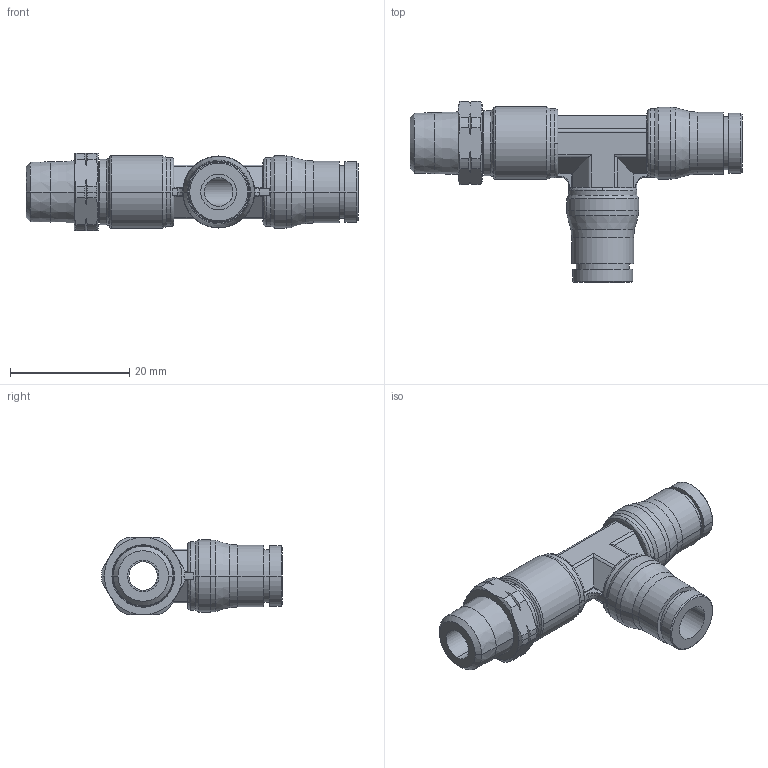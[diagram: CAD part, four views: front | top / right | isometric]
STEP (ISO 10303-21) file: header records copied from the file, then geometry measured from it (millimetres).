
FILE_DESCRIPTION(('STEP AP214'),'1');
FILE_NAME('3803_06_11.stp','2016-07-07T14:26:44',('TraceParts'),('TraceParts S.A.'),'Spatial InterOp 3D',' ',' ');
FILE_SCHEMA(('automotive_design'));
Length unit declared in the file: millimetre
Products named in the file (1): 1
Bounding box: 55.77 x 30.4 x 13 mm (x, y, z)
Volume: 5052.2 mm3; surface area: 4324.4 mm2
Topology: 1 solids, 1 shells, 214 faces, 532 edges, 331 vertices
Faces by surface type: cylinder 84, cone 66, plane 41, torus 23
Entity records: 6658 total; most frequent: CARTESIAN_POINT 1596, DIRECTION 1109, ORIENTED_EDGE 1064, EDGE_CURVE 532, AXIS2_PLACEMENT_3D 460, VERTEX_POINT 331, CIRCLE 233, EDGE_LOOP 229
